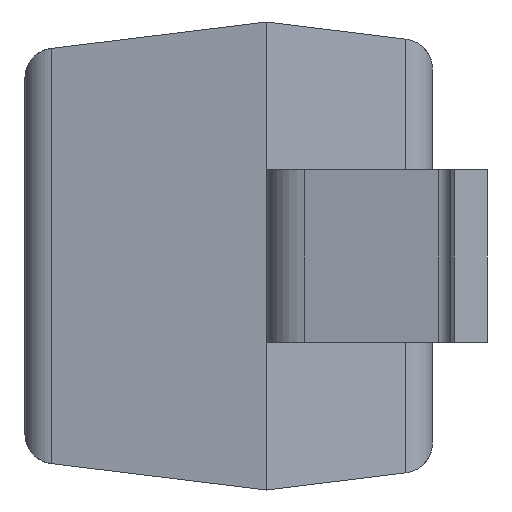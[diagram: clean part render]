
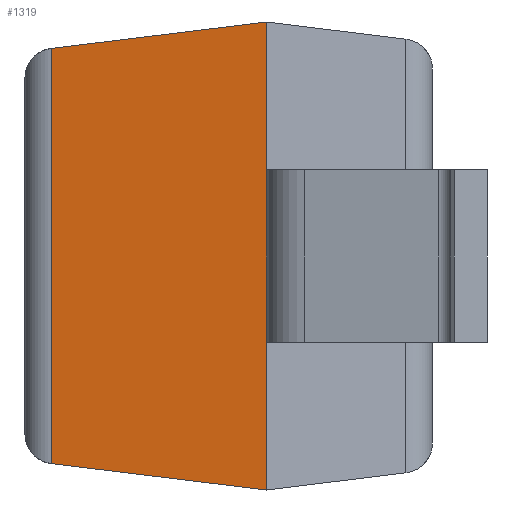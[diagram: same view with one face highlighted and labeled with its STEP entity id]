
A CAD part, left-side view. The second image highlights one B-rep face of the part: STEP entity #1319.
In plain terms, the highlighted planar face has unit normal (-0.993, 0.122, 0).
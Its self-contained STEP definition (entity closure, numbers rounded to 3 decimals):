
#90 = VERTEX_POINT ( 'NONE', #583 ) ;
#129 = ORIENTED_EDGE ( 'NONE', *, *, #1336, .T. ) ;
#149 = CARTESIAN_POINT ( 'NONE',  ( -1.325, 0., 0.775 ) ) ;
#186 = VECTOR ( 'NONE', #542, 1000. ) ;
#198 = LINE ( 'NONE', #947, #666 ) ;
#204 = DIRECTION ( 'NONE',  ( -0.121, -0.985, 0.121 ) ) ;
#205 = EDGE_CURVE ( 'NONE', #518, #90, #198, .T. ) ;
#223 = ORIENTED_EDGE ( 'NONE', *, *, #253, .F. ) ;
#242 = DIRECTION ( 'NONE',  ( -0.993, 0.122, 0. ) ) ;
#248 = DIRECTION ( 'NONE',  ( -0.122, -0.993, 0. ) ) ;
#253 = EDGE_CURVE ( 'NONE', #682, #677, #1279, .T. ) ;
#315 = ORIENTED_EDGE ( 'NONE', *, *, #324, .T. ) ;
#324 = EDGE_CURVE ( 'NONE', #682, #518, #1323, .T. ) ;
#362 = CARTESIAN_POINT ( 'NONE',  ( -1.325, 0., 0.775 ) ) ;
#381 = VECTOR ( 'NONE', #1199, 1000. ) ;
#495 = VECTOR ( 'NONE', #204, 1000. ) ;
#518 = VERTEX_POINT ( 'NONE', #1184 ) ;
#542 = DIRECTION ( 'NONE',  ( 0., 0., -1. ) ) ;
#555 = PLANE ( 'NONE',  #1217 ) ;
#583 = CARTESIAN_POINT ( 'NONE',  ( -1.325, 0., -0.775 ) ) ;
#666 = VECTOR ( 'NONE', #857, 1000. ) ;
#677 = VERTEX_POINT ( 'NONE', #362 ) ;
#682 = VERTEX_POINT ( 'NONE', #902 ) ;
#719 = LINE ( 'NONE', #859, #381 ) ;
#857 = DIRECTION ( 'NONE',  ( -0.121, -0.985, -0.121 ) ) ;
#859 = CARTESIAN_POINT ( 'NONE',  ( -1.325, 0., 0.775 ) ) ;
#902 = CARTESIAN_POINT ( 'NONE',  ( -1.238, 0.712, 0.688 ) ) ;
#947 = CARTESIAN_POINT ( 'NONE',  ( -1.302, 0.185, -0.752 ) ) ;
#987 = EDGE_LOOP ( 'NONE', ( #223, #315, #1045, #129 ) ) ;
#1045 = ORIENTED_EDGE ( 'NONE', *, *, #205, .T. ) ;
#1054 = FACE_OUTER_BOUND ( 'NONE', #987, .T. ) ;
#1138 = CARTESIAN_POINT ( 'NONE',  ( -1.286, 0.316, 0.736 ) ) ;
#1184 = CARTESIAN_POINT ( 'NONE',  ( -1.238, 0.712, -0.688 ) ) ;
#1199 = DIRECTION ( 'NONE',  ( 0., 0., 1. ) ) ;
#1217 = AXIS2_PLACEMENT_3D ( 'NONE', #149, #242, #248 ) ;
#1279 = LINE ( 'NONE', #1138, #495 ) ;
#1319 = ADVANCED_FACE ( 'NONE', ( #1054 ), #555, .T. ) ;
#1323 = LINE ( 'NONE', #1372, #186 ) ;
#1336 = EDGE_CURVE ( 'NONE', #90, #677, #719, .T. ) ;
#1372 = CARTESIAN_POINT ( 'NONE',  ( -1.238, 0.712, -0.677 ) ) ;
